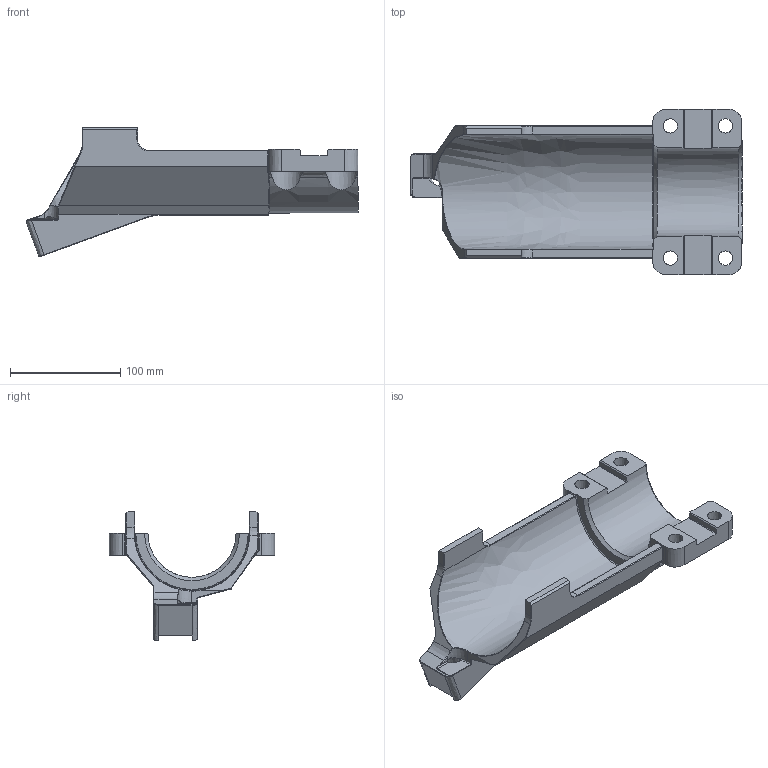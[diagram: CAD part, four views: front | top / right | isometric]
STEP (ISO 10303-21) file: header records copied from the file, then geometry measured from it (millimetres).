
FILE_DESCRIPTION((''), '2;1');
FILE_NAME('','',(''),(''),'','','');
FILE_SCHEMA(('AUTOMOTIVE_DESIGN { 1 0 10303 214 1 1 1 1 }'));
Length unit declared in the file: metre
Products named in the file (2): 559916142000_PRT__0_6; 559916142000
Assembly tree (1 placements, depth 2):
  559916142000
    559916142000_PRT__0_6
Bounding box: 301.18 x 150 x 117.53 mm (x, y, z)
Surface area: 126923.3 mm2 (no closed solid volume)
Topology: 0 solids, 0 shells, 218 faces, 1116 edges, 1110 vertices
Faces by surface type: bspline 206, torus 12
Entity records: 21500 total; most frequent: CARTESIAN_POINT 9291, DIRECTION 1517, TRIMMED_CURVE 1336, VECTOR 1187, LINE 1187, DEFINITIONAL_REPRESENTATION 1110, PCURVE 1110, COMPOSITE_CURVE_SEGMENT 1110
